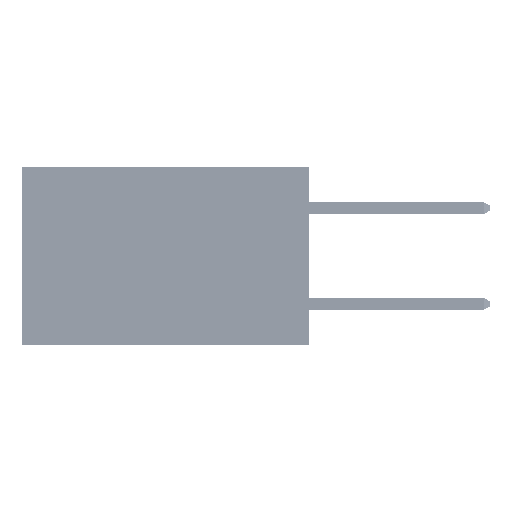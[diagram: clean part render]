
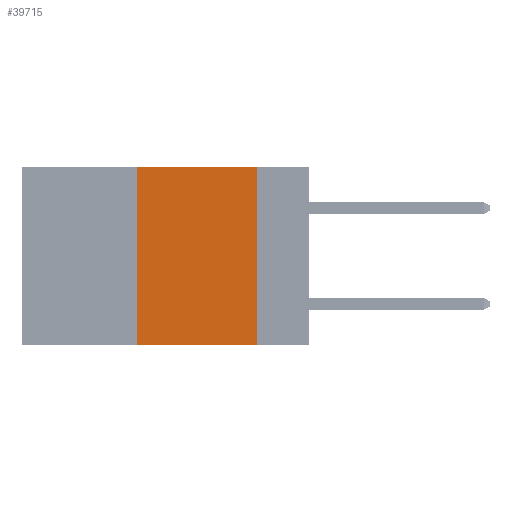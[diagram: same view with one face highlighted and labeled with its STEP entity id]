
A CAD part, left-side view. The second image highlights one B-rep face of the part: STEP entity #39715.
In plain terms, the highlighted planar face has unit normal (-1, 0, 0).
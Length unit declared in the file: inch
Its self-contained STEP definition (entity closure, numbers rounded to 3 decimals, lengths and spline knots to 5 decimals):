
#2246 = DIRECTION ( 'NONE',  ( 1., 0., 0. ) ) ;
#3512 = VERTEX_POINT ( 'NONE', #12705 ) ;
#3801 = CARTESIAN_POINT ( 'NONE',  ( 0., 0.36, 0. ) ) ;
#7579 = LINE ( 'NONE', #3801, #13456 ) ;
#7951 = LINE ( 'NONE', #38559, #27904 ) ;
#8677 = VECTOR ( 'NONE', #22320, 39.37008 ) ;
#9175 = ORIENTED_EDGE ( 'NONE', *, *, #42409, .F. ) ;
#10979 = CARTESIAN_POINT ( 'NONE',  ( 0., 0.6, -0.37 ) ) ;
#11235 = DIRECTION ( 'NONE',  ( 0., 0., -1. ) ) ;
#12705 = CARTESIAN_POINT ( 'NONE',  ( 0., 0.36, -0.37 ) ) ;
#13456 = VECTOR ( 'NONE', #46165, 39.37008 ) ;
#13833 = EDGE_CURVE ( 'NONE', #38234, #49186, #22321, .T. ) ;
#17549 = DIRECTION ( 'NONE',  ( 0., 0., -1. ) ) ;
#18569 = EDGE_CURVE ( 'NONE', #3512, #49186, #47243, .T. ) ;
#21534 = CARTESIAN_POINT ( 'NONE',  ( 0., 0.11, 0. ) ) ;
#22320 = DIRECTION ( 'NONE',  ( 0., -1., 0. ) ) ;
#22321 = LINE ( 'NONE', #45071, #49662 ) ;
#25942 = VERTEX_POINT ( 'NONE', #32984 ) ;
#27904 = VECTOR ( 'NONE', #37967, 39.37008 ) ;
#32984 = CARTESIAN_POINT ( 'NONE',  ( 0., 0.36, 0. ) ) ;
#33221 = PLANE ( 'NONE',  #33456 ) ;
#33456 = AXIS2_PLACEMENT_3D ( 'NONE', #44836, #2246, #17549 ) ;
#33876 = ORIENTED_EDGE ( 'NONE', *, *, #13833, .F. ) ;
#34985 = CARTESIAN_POINT ( 'NONE',  ( 0., 0.11, -0.37 ) ) ;
#37967 = DIRECTION ( 'NONE',  ( 0., -1., 0. ) ) ;
#38234 = VERTEX_POINT ( 'NONE', #21534 ) ;
#38559 = CARTESIAN_POINT ( 'NONE',  ( 0., 0.6, 0. ) ) ;
#39715 = ADVANCED_FACE ( 'NONE', ( #49131 ), #33221, .F. ) ;
#39831 = ORIENTED_EDGE ( 'NONE', *, *, #18569, .T. ) ;
#42409 = EDGE_CURVE ( 'NONE', #25942, #38234, #7951, .T. ) ;
#43392 = EDGE_CURVE ( 'NONE', #3512, #25942, #7579, .T. ) ;
#44836 = CARTESIAN_POINT ( 'NONE',  ( 0., 0.6, 0. ) ) ;
#45071 = CARTESIAN_POINT ( 'NONE',  ( 0., 0.11, 0. ) ) ;
#46165 = DIRECTION ( 'NONE',  ( 0., 0., 1. ) ) ;
#47243 = LINE ( 'NONE', #10979, #8677 ) ;
#48270 = ORIENTED_EDGE ( 'NONE', *, *, #43392, .F. ) ;
#48470 = EDGE_LOOP ( 'NONE', ( #33876, #9175, #48270, #39831 ) ) ;
#49131 = FACE_OUTER_BOUND ( 'NONE', #48470, .T. ) ;
#49186 = VERTEX_POINT ( 'NONE', #34985 ) ;
#49662 = VECTOR ( 'NONE', #11235, 39.37008 ) ;
